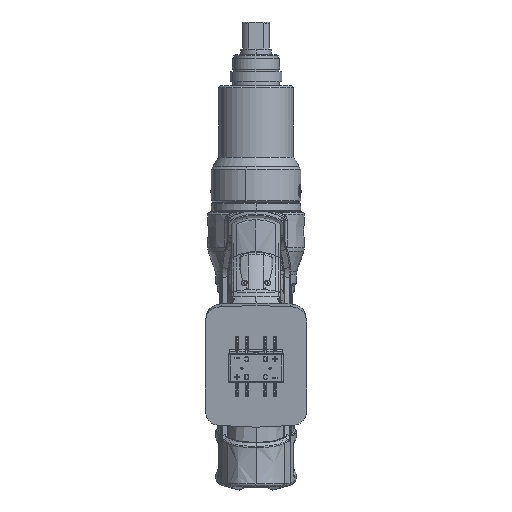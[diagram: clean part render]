
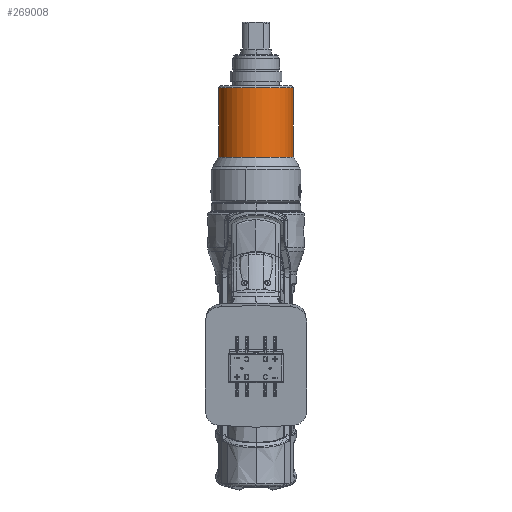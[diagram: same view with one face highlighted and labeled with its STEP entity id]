
A CAD part, front view. The second image highlights one B-rep face of the part: STEP entity #269008.
In plain terms, the highlighted cylindrical face has radius 27 mm (diameter 54 mm), a partial arc.
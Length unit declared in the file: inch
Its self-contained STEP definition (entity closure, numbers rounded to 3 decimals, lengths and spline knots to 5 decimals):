
#266644=CARTESIAN_POINT('',(0.,0.11811,3.17828));
#266645=DIRECTION('',(0.,0.,1.));
#266646=DIRECTION('',(-1.,0.,0.));
#266647=AXIS2_PLACEMENT_3D('',#266644,#266645,#266646);
#266671=DIRECTION('',(0.,0.,-1.));
#266672=VECTOR('',#266671,1.97133);
#266673=CARTESIAN_POINT('',(-1.06299,0.11811,
5.14961));
#266674=LINE('',#266673,#266672);
#266675=DIRECTION('',(0.,0.,-1.));
#266676=VECTOR('',#266675,1.97133);
#266677=CARTESIAN_POINT('',(1.06299,0.11811,
5.14961));
#266678=LINE('',#266677,#266676);
#266689=CARTESIAN_POINT('',(0.,0.11811,5.14961));
#266690=DIRECTION('',(0.,0.,1.));
#266691=DIRECTION('',(-1.,0.,0.));
#266692=AXIS2_PLACEMENT_3D('',#266689,#266690,#266691);
#268217=CARTESIAN_POINT('',(-1.06299,0.11811,
5.14961));
#268218=CARTESIAN_POINT('',(1.06299,0.11811,
5.14961));
#268219=VERTEX_POINT('',#268217);
#268220=VERTEX_POINT('',#268218);
#268225=CARTESIAN_POINT('',(-1.06299,0.11811,
3.17828));
#268226=VERTEX_POINT('',#268225);
#268227=CARTESIAN_POINT('',(1.06299,0.11811,
3.17828));
#268228=VERTEX_POINT('',#268227);
#268994=CARTESIAN_POINT('',(0.,0.11811,2.41535));
#268995=DIRECTION('',(0.,0.,1.));
#268996=DIRECTION('',(1.,0.,0.));
#268997=AXIS2_PLACEMENT_3D('',#268994,#268995,#268996);
#268998=CYLINDRICAL_SURFACE('',#268997,1.06299);
#269000=ORIENTED_EDGE('',*,*,#268999,.F.);
#269002=ORIENTED_EDGE('',*,*,#269001,.T.);
#269004=ORIENTED_EDGE('',*,*,#269003,.T.);
#269005=ORIENTED_EDGE('',*,*,#268960,.F.);
#269006=EDGE_LOOP('',(#269000,#269002,#269004,#269005));
#269007=FACE_OUTER_BOUND('',#269006,.F.);
#269008=ADVANCED_FACE('',(#269007),#268998,.T.);
#266648=CIRCLE('',#266647,1.06299);
#266693=CIRCLE('',#266692,1.06299);
#268960=EDGE_CURVE('',#268226,#268228,#266648,.T.);
#268999=EDGE_CURVE('',#268219,#268226,#266674,.T.);
#269001=EDGE_CURVE('',#268219,#268220,#266693,.T.);
#269003=EDGE_CURVE('',#268220,#268228,#266678,.T.);
